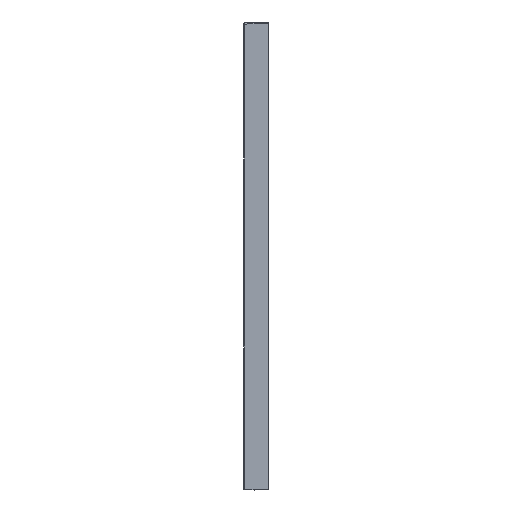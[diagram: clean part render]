
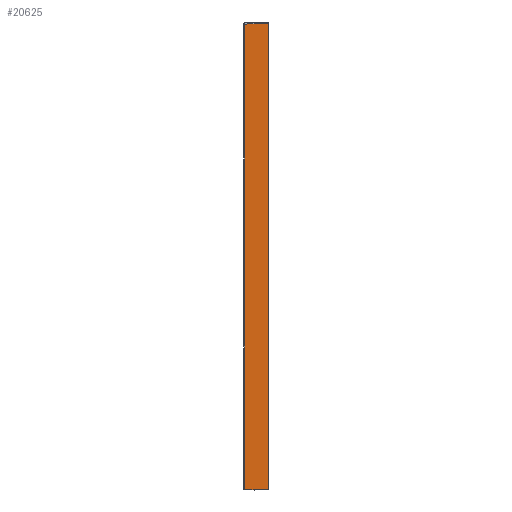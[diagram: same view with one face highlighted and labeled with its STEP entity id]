
A CAD part, left-side view. The second image highlights one B-rep face of the part: STEP entity #20625.
In plain terms, the highlighted planar face has unit normal (-0.999, 0.035, 0).
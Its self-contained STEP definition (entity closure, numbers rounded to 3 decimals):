
#314=CARTESIAN_POINT('',(-600.,-40.,435.501));
#948=DIRECTION('',(-0.035,-0.999,0.));
#949=VECTOR('',#948,38.058);
#950=CARTESIAN_POINT('',(-598.674,-1.965,
-312.5));
#951=LINE('',#950,#949);
#1189=CARTESIAN_POINT('',(-598.671,-1.932,
434.172));
#1190=CARTESIAN_POINT('',(-598.671,-1.938,
422.374));
#1191=CARTESIAN_POINT('',(-598.671,-1.95,
398.741));
#1192=CARTESIAN_POINT('',(-598.672,-1.968,
363.184));
#1193=CARTESIAN_POINT('',(-598.672,-1.98,
339.407));
#1194=CARTESIAN_POINT('',(-598.673,-1.986,
327.5));
#1196=CARTESIAN_POINT('',(-598.673,-1.986,
327.5));
#1236=CARTESIAN_POINT('',(-598.67,-1.986,
-252.5));
#1237=CARTESIAN_POINT('',(-598.67,-1.986,
-221.007));
#1238=CARTESIAN_POINT('',(-598.673,-1.97,
-158.131));
#1239=CARTESIAN_POINT('',(-598.67,-1.933,
-61.464));
#1240=CARTESIAN_POINT('',(-598.67,-1.924,
3.709));
#1241=CARTESIAN_POINT('',(-598.671,-1.93,
37.5));
#1243=DIRECTION('',(0.,0.,1.));
#1244=VECTOR('',#1243,290.);
#1245=CARTESIAN_POINT('',(-598.671,-1.93,
37.5));
#1246=LINE('',#1245,#1244);
#1247=DIRECTION('',(-0.035,-0.999,0.035));
#1248=VECTOR('',#1247,38.115);
#1249=CARTESIAN_POINT('',(-598.671,-1.932,
434.172));
#1250=LINE('',#1249,#1248);
#1251=DIRECTION('',(0.,0.,-1.));
#1252=VECTOR('',#1251,748.001);
#1253=CARTESIAN_POINT('',(-600.,-40.,
435.501));
#1254=LINE('',#1253,#1252);
#1278=DIRECTION('',(0.,0.,-1.));
#1279=VECTOR('',#1278,60.);
#1280=CARTESIAN_POINT('',(-598.67,-1.986,
-252.5));
#1281=LINE('',#1280,#1279);
#17236=CARTESIAN_POINT('',(-598.671,-1.932,
434.172));
#17237=VERTEX_POINT('',#17236);
#17238=VERTEX_POINT('',#314);
#17341=CARTESIAN_POINT('',(-600.,-40.,-312.5));
#17342=VERTEX_POINT('',#17341);
#18567=CARTESIAN_POINT('',(-598.671,-1.93,
37.5));
#18568=VERTEX_POINT('',#18567);
#18569=VERTEX_POINT('',#1196);
#18570=CARTESIAN_POINT('',(-598.674,-1.965,
-312.5));
#18571=VERTEX_POINT('',#18570);
#18572=CARTESIAN_POINT('',(-598.67,-1.986,
-252.5));
#18573=VERTEX_POINT('',#18572);
#20609=CARTESIAN_POINT('',(-599.335,-20.964,
61.501));
#20610=DIRECTION('',(0.999,-0.035,0.));
#20611=DIRECTION('',(0.035,0.999,0.));
#20612=AXIS2_PLACEMENT_3D('',#20609,#20610,#20611);
#20613=PLANE('',#20612);
#20614=ORIENTED_EDGE('',*,*,#20117,.F.);
#20616=ORIENTED_EDGE('',*,*,#20615,.F.);
#20618=ORIENTED_EDGE('',*,*,#20617,.T.);
#20619=ORIENTED_EDGE('',*,*,#20544,.T.);
#20620=ORIENTED_EDGE('',*,*,#20579,.F.);
#20621=ORIENTED_EDGE('',*,*,#19314,.T.);
#20622=ORIENTED_EDGE('',*,*,#19394,.T.);
#20623=EDGE_LOOP('',(#20614,#20616,#20618,#20619,#20620,#20621,#20622));
#20624=FACE_OUTER_BOUND('',#20623,.F.);
#20625=ADVANCED_FACE('',(#20624),#20613,.F.);
#1195=B_SPLINE_CURVE_WITH_KNOTS('',3,(#1189,#1190,#1191,#1192,#1193,#1194),
.UNSPECIFIED.,.F.,.F.,(4,1,1,4),(0.,0.333,0.667,1.),
.UNSPECIFIED.);
#1242=B_SPLINE_CURVE_WITH_KNOTS('',3,(#1236,#1237,#1238,#1239,#1240,#1241),
.UNSPECIFIED.,.F.,.F.,(4,1,1,4),(0.,0.326,0.65,1.),
.UNSPECIFIED.);
#19314=EDGE_CURVE('',#17237,#17238,#1250,.T.);
#19394=EDGE_CURVE('',#17238,#17342,#1254,.T.);
#20117=EDGE_CURVE('',#18571,#17342,#951,.T.);
#20544=EDGE_CURVE('',#18568,#18569,#1246,.T.);
#20579=EDGE_CURVE('',#17237,#18569,#1195,.T.);
#20615=EDGE_CURVE('',#18573,#18571,#1281,.T.);
#20617=EDGE_CURVE('',#18573,#18568,#1242,.T.);
